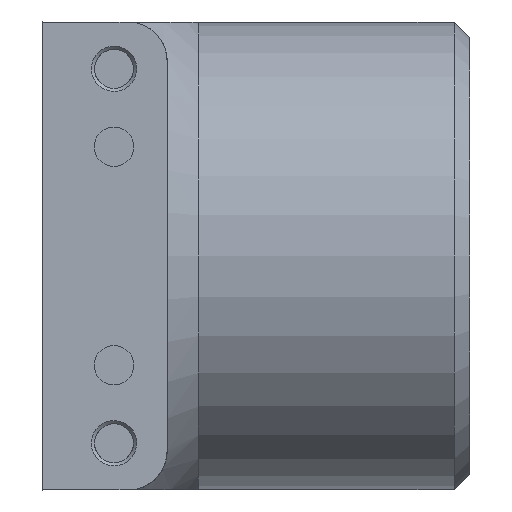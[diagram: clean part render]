
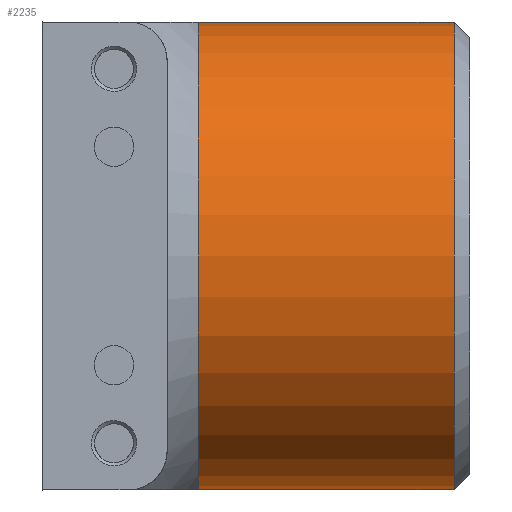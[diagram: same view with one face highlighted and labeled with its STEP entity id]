
A CAD part, front view. The second image highlights one B-rep face of the part: STEP entity #2235.
In plain terms, the highlighted cylindrical face has radius 15 mm (diameter 30 mm), a partial arc.
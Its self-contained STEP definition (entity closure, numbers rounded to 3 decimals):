
#193=FACE_OUTER_BOUND('',#354,.T.);
#354=EDGE_LOOP('',(#1864,#1865,#1866,#1867));
#474=LINE('',#3570,#631);
#510=LINE('',#3798,#667);
#631=VECTOR('',#2822,10.);
#667=VECTOR('',#2958,10.);
#832=CIRCLE('',#2463,15.);
#834=CIRCLE('',#2471,15.);
#992=VERTEX_POINT('',#3563);
#993=VERTEX_POINT('',#3569);
#1035=VERTEX_POINT('',#3789);
#1036=VERTEX_POINT('',#3796);
#1236=EDGE_CURVE('',#992,#993,#474,.T.);
#1304=EDGE_CURVE('',#1036,#1035,#510,.T.);
#1324=EDGE_CURVE('',#1035,#992,#832,.T.);
#1332=EDGE_CURVE('',#993,#1036,#834,.T.);
#1864=ORIENTED_EDGE('',*,*,#1324,.F.);
#1865=ORIENTED_EDGE('',*,*,#1304,.F.);
#1866=ORIENTED_EDGE('',*,*,#1332,.F.);
#1867=ORIENTED_EDGE('',*,*,#1236,.F.);
#2139=CYLINDRICAL_SURFACE('',#2492,15.);
#2235=ADVANCED_FACE('',(#193),#2139,.T.);
#2463=AXIS2_PLACEMENT_3D('',#3835,#3007,#3008);
#2471=AXIS2_PLACEMENT_3D('',#3851,#3029,#3030);
#2492=AXIS2_PLACEMENT_3D('',#3892,#3073,#3074);
#2822=DIRECTION('',(1.,0.,0.));
#2958=DIRECTION('',(-1.,0.,0.));
#3007=DIRECTION('center_axis',(-1.,0.,0.));
#3008=DIRECTION('ref_axis',(0.,0.,1.));
#3029=DIRECTION('center_axis',(1.,0.,0.));
#3030=DIRECTION('ref_axis',(0.,0.,-1.));
#3073=DIRECTION('center_axis',(-1.,0.,0.));
#3074=DIRECTION('ref_axis',(0.,-1.,0.));
#3563=CARTESIAN_POINT('',(-8.6,148.,345.));
#3569=CARTESIAN_POINT('',(7.8,148.,345.));
#3570=CARTESIAN_POINT('',(-8.6,148.,345.));
#3789=CARTESIAN_POINT('',(-8.6,148.,315.));
#3796=CARTESIAN_POINT('',(7.8,148.,315.));
#3798=CARTESIAN_POINT('',(7.8,148.,315.));
#3835=CARTESIAN_POINT('Origin',(-8.6,148.,330.));
#3851=CARTESIAN_POINT('Origin',(7.8,148.,330.));
#3892=CARTESIAN_POINT('Origin',(-0.4,148.,330.));
